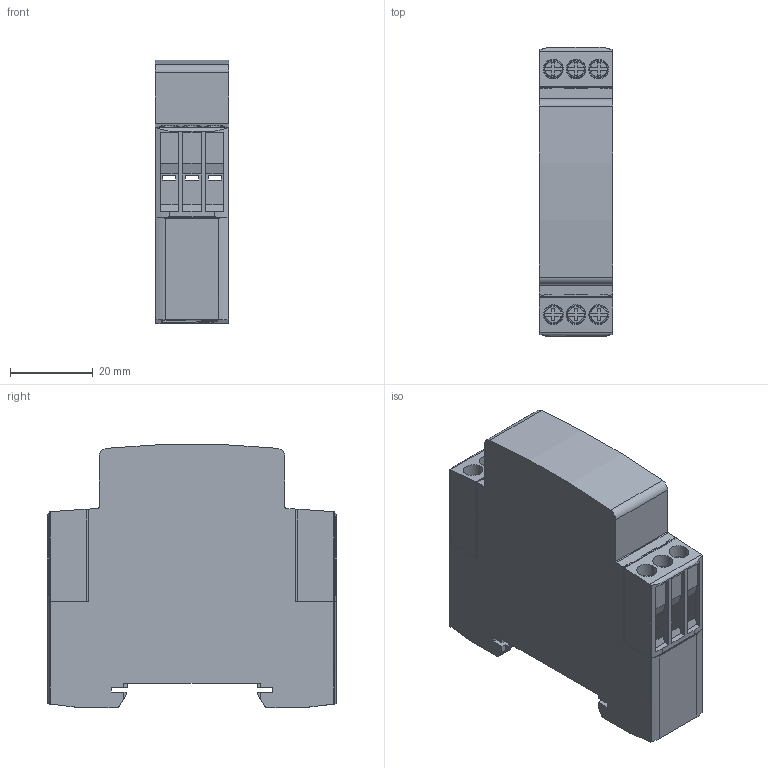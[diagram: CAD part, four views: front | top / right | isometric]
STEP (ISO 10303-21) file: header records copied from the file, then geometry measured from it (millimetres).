
FILE_DESCRIPTION( ( 'STEP AP203' ), '1' );
FILE_NAME( 'abb_CT-TGD.12_CT-TGD.12 Time relay_ pulse generator.stp', '2022-06-08T09:24:47', ( 'License CC BY-ND 4.0' ), ( 'CADENAS' ), ' ', 'PARTsolutions', ' ' );
FILE_SCHEMA( ( 'CONFIG_CONTROL_DESIGN' ) );
Length unit declared in the file: millimetre
Products named in the file (4): abb_CT-TGD.12_CT-TGD.12 Time relay, pulse generator; _abb_CT-TGD.12_2; _abb_CT-TGD.12_1; _abb_CT-TGD.12_3
Assembly tree (9 placements, depth 2):
  abb_CT-TGD.12_CT-TGD.12 Time relay, pulse generator
    _abb_CT-TGD.12_2
    _abb_CT-TGD.12_1  x2
    _abb_CT-TGD.12_3  x6
Bounding box: 17.75 x 70 x 63.76 mm (x, y, z)
Volume: 60757.5 mm3; surface area: 23465.1 mm2
Topology: 9 solids, 9 shells, 704 faces, 2012 edges, 1340 vertices
Faces by surface type: plane 515, cylinder 165, cone 12, torus 12
Full cylindrical faces by diameter (mm): 2.206 x6, 3 x6, 4.8 x6
Entity records: 13733 total; most frequent: CARTESIAN_POINT 2583, ORIENTED_EDGE 2360, DIRECTION 2214, EDGE_CURVE 1180, LINE 924, VECTOR 924, VERTEX_POINT 790, AXIS2_PLACEMENT_3D 645
